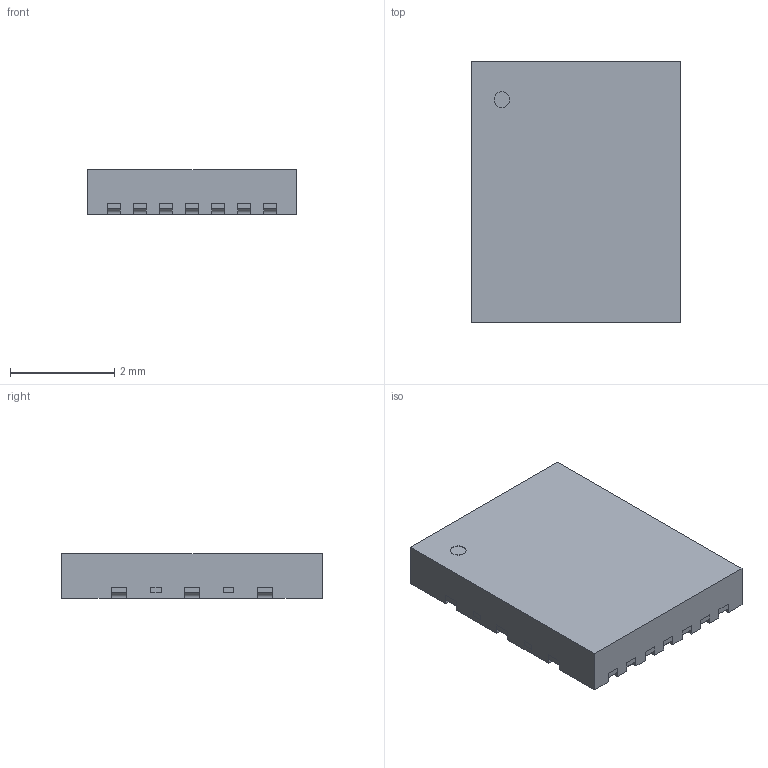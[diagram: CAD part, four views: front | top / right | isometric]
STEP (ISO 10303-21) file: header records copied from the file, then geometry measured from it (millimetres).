
FILE_DESCRIPTION (( 'STEP AP214' ), '1' );
FILE_NAME ('MP4245GVE.STEP', '2023-03-01T06:10:08', ( '' ), ( '' ), 'SwSTEP 2.0', 'SolidWorks 2017', '' );
FILE_SCHEMA (( 'AUTOMOTIVE_DESIGN' ));
Length unit declared in the file: millimetre
Products named in the file (1): MP4245GVE
Bounding box: 4 x 5 x 0.85 mm (x, y, z)
Volume: 17 mm3; surface area: 112.5 mm2
Topology: 22 solids, 22 shells, 1217 faces, 3333 edges, 2222 vertices
Faces by surface type: plane 726, cylinder 491
Entity records: 39444 total; most frequent: CARTESIAN_POINT 6881, DIRECTION 6738, ORIENTED_EDGE 6666, EDGE_CURVE 3333, VECTOR 2338, LINE 2338, VERTEX_POINT 2222, AXIS2_PLACEMENT_3D 2200
